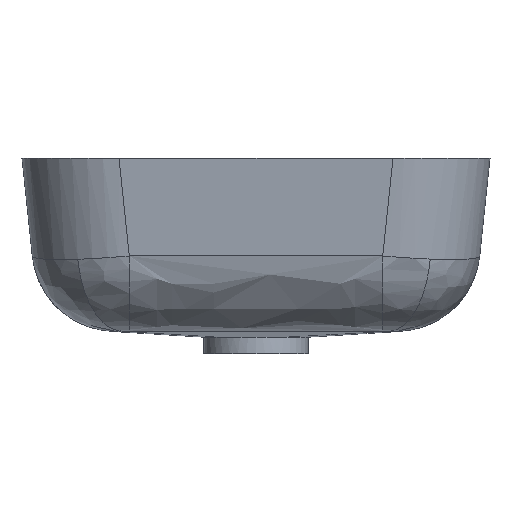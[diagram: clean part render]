
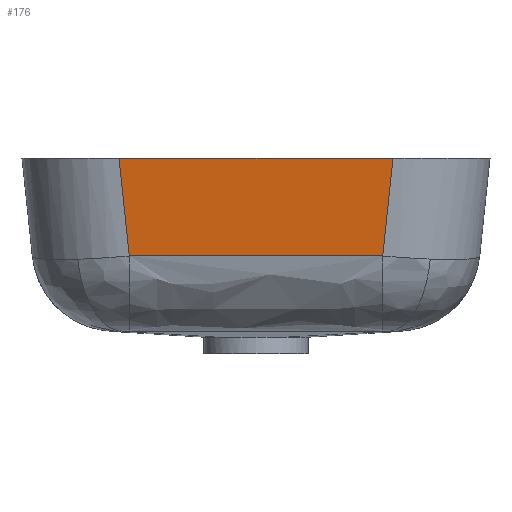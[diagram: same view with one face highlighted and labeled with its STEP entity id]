
A CAD part, left-side view. The second image highlights one B-rep face of the part: STEP entity #176.
In plain terms, the highlighted planar face has unit normal (-0.995, 0, -0.104).
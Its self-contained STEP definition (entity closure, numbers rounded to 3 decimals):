
#176=ADVANCED_FACE('',(#241),#230,.T.);
#230=PLANE('',#922);
#241=FACE_OUTER_BOUND('',#293,.T.);
#293=EDGE_LOOP('',(#425,#426,#427,#428));
#353=B_SPLINE_CURVE_WITH_KNOTS('',3,(#1106,#1107,#1108,#1109,#1110,#1111,
#1112,#1113,#1114,#1115),.UNSPECIFIED.,.F.,.F.,(4,3,3,4),(0.,0.005,
0.5,1.),.UNSPECIFIED.);
#425=ORIENTED_EDGE('',*,*,#749,.T.);
#426=ORIENTED_EDGE('',*,*,#750,.T.);
#427=ORIENTED_EDGE('',*,*,#751,.T.);
#428=ORIENTED_EDGE('',*,*,#752,.T.);
#673=VERTEX_POINT('',#1100);
#674=VERTEX_POINT('',#1101);
#675=VERTEX_POINT('',#1103);
#676=VERTEX_POINT('',#1105);
#749=EDGE_CURVE('',#673,#674,#873,.T.);
#750=EDGE_CURVE('',#674,#675,#874,.T.);
#751=EDGE_CURVE('',#675,#676,#875,.T.);
#752=EDGE_CURVE('',#676,#673,#353,.T.);
#873=LINE('',#1099,#897);
#874=LINE('',#1102,#898);
#875=LINE('',#1104,#899);
#897=VECTOR('',#974,1.);
#898=VECTOR('',#975,1.);
#899=VECTOR('',#976,1.);
#922=AXIS2_PLACEMENT_3D('',#1116,#977,#978);
#974=DIRECTION('',(-0.104,-0.104,0.989));
#975=DIRECTION('',(0.,1.,0.));
#976=DIRECTION('',(0.104,-0.104,-0.989));
#977=DIRECTION('',(-0.995,0.,-0.105));
#978=DIRECTION('',(-0.105,0.,0.995));
#1099=CARTESIAN_POINT('',(-443.91,22.696,-10.375));
#1100=CARTESIAN_POINT('',(-437.664,28.941,-69.796));
#1101=CARTESIAN_POINT('',(-445.242,21.364,2.3));
#1102=CARTESIAN_POINT('',(-445.242,122.5,2.3));
#1103=CARTESIAN_POINT('',(-445.242,223.636,2.3));
#1104=CARTESIAN_POINT('',(-443.91,222.304,-10.375));
#1105=CARTESIAN_POINT('',(-437.665,216.059,-69.79));
#1106=CARTESIAN_POINT('',(-437.665,216.059,-69.79));
#1107=CARTESIAN_POINT('',(-437.665,215.723,-69.79));
#1108=CARTESIAN_POINT('',(-437.665,215.386,-69.79));
#1109=CARTESIAN_POINT('',(-437.665,215.049,-69.79));
#1110=CARTESIAN_POINT('',(-437.664,184.199,-69.795));
#1111=CARTESIAN_POINT('',(-437.664,153.348,-69.798));
#1112=CARTESIAN_POINT('',(-437.664,122.498,-69.799));
#1113=CARTESIAN_POINT('',(-437.664,91.312,-69.8));
#1114=CARTESIAN_POINT('',(-437.664,60.127,-69.799));
#1115=CARTESIAN_POINT('',(-437.664,28.941,-69.796));
#1116=CARTESIAN_POINT('',(-445.,122.5,0.));
